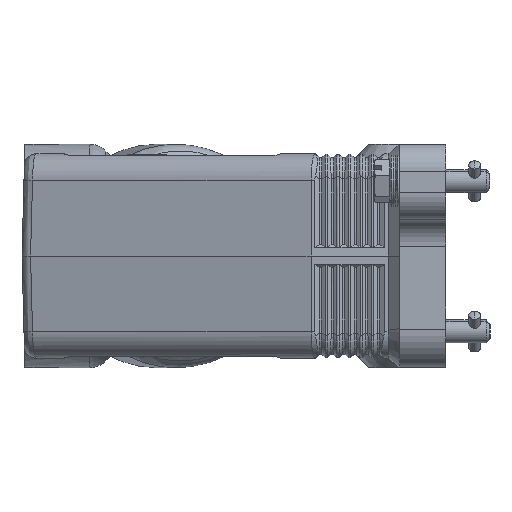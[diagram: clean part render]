
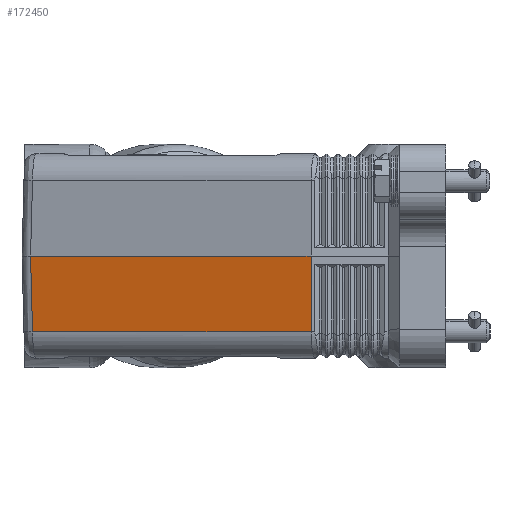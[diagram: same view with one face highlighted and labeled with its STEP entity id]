
A CAD part, left-side view. The second image highlights one B-rep face of the part: STEP entity #172450.
In plain terms, the highlighted planar face has unit normal (-0.966, 0.259, -0.026).
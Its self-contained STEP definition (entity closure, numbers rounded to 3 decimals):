
#134190=CARTESIAN_POINT('',(-111.615,31.294,13.));
#134200=VERTEX_POINT('',#134190);
#165450=CARTESIAN_POINT('',(-111.1,31.226,
-6.683));
#165460=VERTEX_POINT('',#165450);
#165490=CARTESIAN_POINT('',(-112.296,31.384,39.));
#165500=DIRECTION('',(0.026,-0.003,
-1.));
#165510=VECTOR('',#165500,1.);
#165520=LINE('',#165490,#165510);
#165530=EDGE_CURVE('',#134200,#165460,#165520,.T.);
#172120=CARTESIAN_POINT('',(-90.861,106.118,
-12.991));
#172130=DIRECTION('',(0.966,-0.259,
0.026));
#172140=DIRECTION('',(0.259,0.966,0.));
#172150=AXIS2_PLACEMENT_3D('',#172120,#172130,#172140);
#172160=PLANE('',#172150);
#172170=CARTESIAN_POINT('',(-91.719,103.556,
-6.683));
#172180=CARTESIAN_POINT('',(-91.721,103.559,
-6.562));
#172190=CARTESIAN_POINT('',(-91.724,103.562,
-6.44));
#172200=CARTESIAN_POINT('',(-91.876,103.76,
1.121));
#172210=CARTESIAN_POINT('',(-92.025,103.955,
8.559));
#172220=CARTESIAN_POINT('',(-92.175,104.15,
15.998));
#172230=B_SPLINE_CURVE_WITH_KNOTS('',3,(#172170,#172180,#172190,#172200,
#172210,#172220),.UNSPECIFIED.,.F.,.F.,(4,2,4),(0.,0.365,
22.694),.UNSPECIFIED.);
#172240=CARTESIAN_POINT('',(-91.719,103.556,
-6.683));
#172250=VERTEX_POINT('',#172240);
#172260=CARTESIAN_POINT('',(-92.114,104.071,13.));
#172270=VERTEX_POINT('',#172260);
#172280=EDGE_CURVE('',#172250,#172270,#172230,.T.);
#172290=ORIENTED_EDGE('',*,*,#172280,.F.);
#172300=CARTESIAN_POINT('',(-120.,0.,13.));
#172310=DIRECTION('',(-0.259,-0.966,0.));
#172320=VECTOR('',#172310,1.);
#172330=LINE('',#172300,#172320);
#172340=EDGE_CURVE('',#172270,#134200,#172330,.T.);
#172350=ORIENTED_EDGE('',*,*,#172340,.F.);
#172360=ORIENTED_EDGE('',*,*,#165530,.F.);
#172370=CARTESIAN_POINT('',(-118.981,1.811,
-6.683));
#172380=DIRECTION('',(0.259,0.966,0.));
#172390=VECTOR('',#172380,1.);
#172400=LINE('',#172370,#172390);
#172410=EDGE_CURVE('',#165460,#172250,#172400,.T.);
#172420=ORIENTED_EDGE('',*,*,#172410,.F.);
#172430=EDGE_LOOP('',(#172420,#172360,#172350,#172290));
#172440=FACE_OUTER_BOUND('',#172430,.T.);
#172450=ADVANCED_FACE('',(#172440),#172160,.F.);
